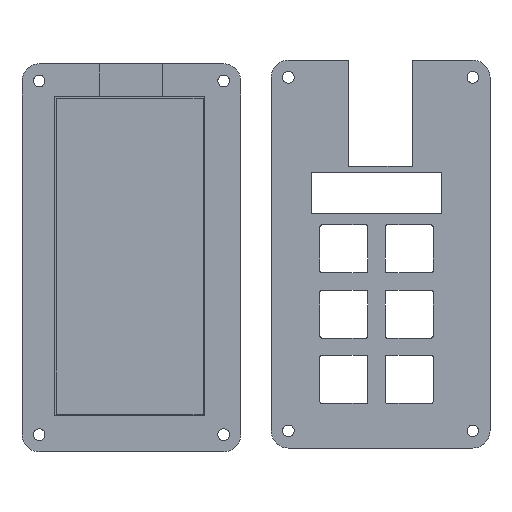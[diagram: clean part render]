
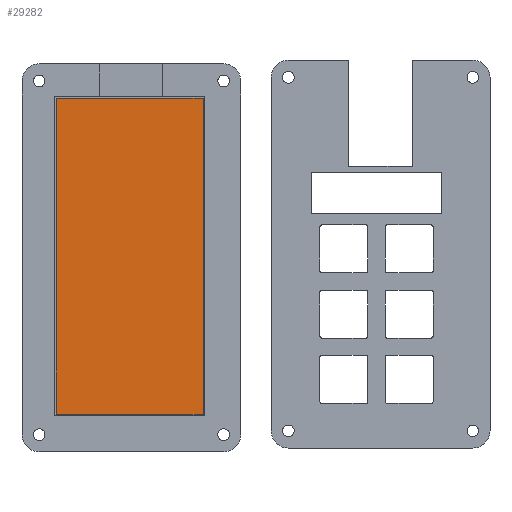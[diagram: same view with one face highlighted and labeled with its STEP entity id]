
A CAD part, top view. The second image highlights one B-rep face of the part: STEP entity #29282.
In plain terms, the highlighted planar face has unit normal (0, 0, 1).
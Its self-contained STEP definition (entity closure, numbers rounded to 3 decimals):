
#879=PLANE('',#30026);
#2440=FACE_OUTER_BOUND('',#4134,.T.);
#4134=EDGE_LOOP('',(#26794,#26795,#26796,#26797));
#6552=LINE('',#58372,#8978);
#6555=LINE('',#58378,#8981);
#6558=LINE('',#58384,#8984);
#6561=LINE('',#58388,#8987);
#8978=VECTOR('',#33892,10.);
#8981=VECTOR('',#33897,10.);
#8984=VECTOR('',#33902,10.);
#8987=VECTOR('',#33907,10.);
#13728=VERTEX_POINT('',#58369);
#13729=VERTEX_POINT('',#58371);
#13731=VERTEX_POINT('',#58377);
#13733=VERTEX_POINT('',#58383);
#18080=EDGE_CURVE('',#13729,#13728,#6552,.T.);
#18083=EDGE_CURVE('',#13731,#13729,#6555,.T.);
#18086=EDGE_CURVE('',#13733,#13731,#6558,.T.);
#18089=EDGE_CURVE('',#13728,#13733,#6561,.T.);
#26794=ORIENTED_EDGE('',*,*,#18089,.T.);
#26795=ORIENTED_EDGE('',*,*,#18086,.T.);
#26796=ORIENTED_EDGE('',*,*,#18083,.T.);
#26797=ORIENTED_EDGE('',*,*,#18080,.T.);
#29282=ADVANCED_FACE('',(#2440),#879,.T.);
#30026=AXIS2_PLACEMENT_3D('',#58389,#33908,#33909);
#33892=DIRECTION('',(0.,-1.,0.));
#33897=DIRECTION('',(-1.,0.,0.));
#33902=DIRECTION('',(0.,1.,0.));
#33907=DIRECTION('',(1.,0.,0.));
#33908=DIRECTION('center_axis',(0.,0.,1.));
#33909=DIRECTION('ref_axis',(1.,0.,0.));
#58369=CARTESIAN_POINT('',(0.5,-92.8,6.));
#58371=CARTESIAN_POINT('',(0.5,-0.5,6.));
#58372=CARTESIAN_POINT('',(0.5,-92.8,6.));
#58377=CARTESIAN_POINT('',(43.383,-0.5,6.));
#58378=CARTESIAN_POINT('',(0.5,-0.5,6.));
#58383=CARTESIAN_POINT('',(43.383,-92.8,6.));
#58384=CARTESIAN_POINT('',(43.383,-0.5,6.));
#58388=CARTESIAN_POINT('',(43.383,-92.8,6.));
#58389=CARTESIAN_POINT('Origin',(21.942,-46.65,6.));
